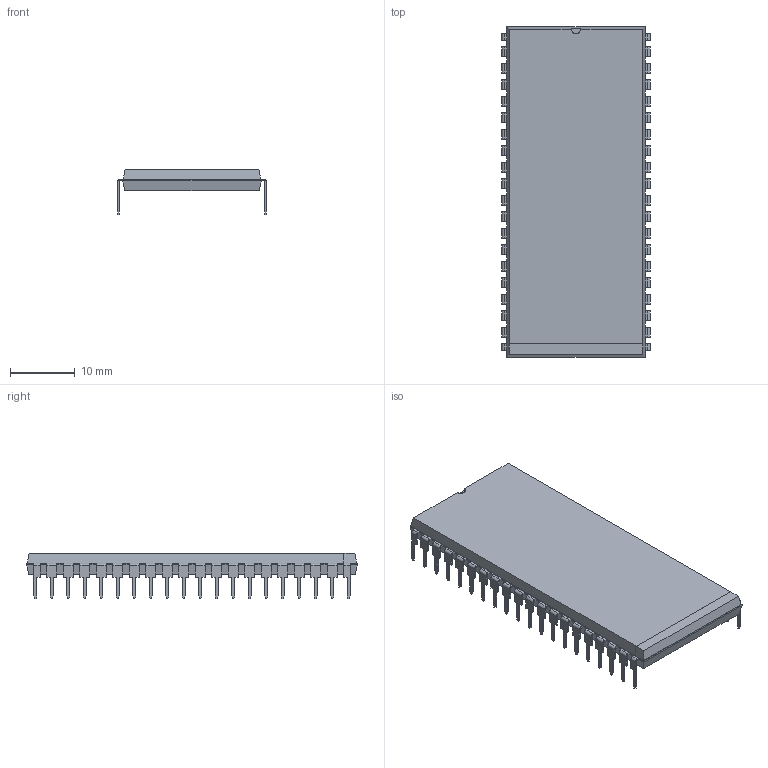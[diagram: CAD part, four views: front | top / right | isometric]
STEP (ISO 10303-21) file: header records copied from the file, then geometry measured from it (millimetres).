
FILE_DESCRIPTION(/* description */ ('STEP AP242','CAx-IF Rec.Pracs.---Representation and Presentation of Product Manufacturing Information (PMI)---4.0---2014-10-13','CAx-IF Rec.Pracs.---3D Tessellated Geometry---0.4---2014-09-14','2;1'),/* implementation_level */ '2;1');
FILE_NAME(/* name */ '633e6d7c5d923735a64f1185',/* time_stamp */ '2022-10-06T05:54:05+00:00',/* author */ (''),/* organization */ (''),/* preprocessor_version */ 'ST-DEVELOPER v18.102',/* originating_system */ ' ',/* authorisation */ ' ');
FILE_SCHEMA (('AP242_MANAGED_MODEL_BASED_3D_ENGINEERING_MIM_LF { 1 0 10303 442 1 1 4 }'));
Length unit declared in the file: metre
Products named in the file (2): DIP_64_W2286mm_Socket
Bounding box: 22.86 x 50.92 x 6.98 mm (x, y, z)
Volume: 3554.4 mm3; surface area: 3236.2 mm2
Topology: 2 solids, 2 shells, 660 faces, 1800 edges, 1144 vertices
Faces by surface type: plane 579, cylinder 81
Entity records: 20840 total; most frequent: CARTESIAN_POINT 3606, ORIENTED_EDGE 3600, DIRECTION 3288, EDGE_CURVE 1800, LINE 1636, VECTOR 1636, VERTEX_POINT 1144, AXIS2_PLACEMENT_3D 826
